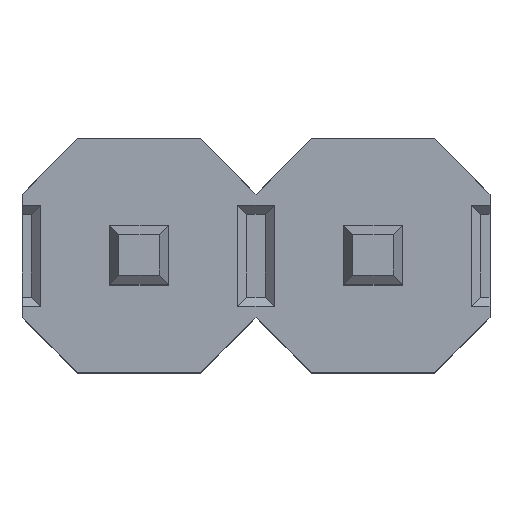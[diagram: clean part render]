
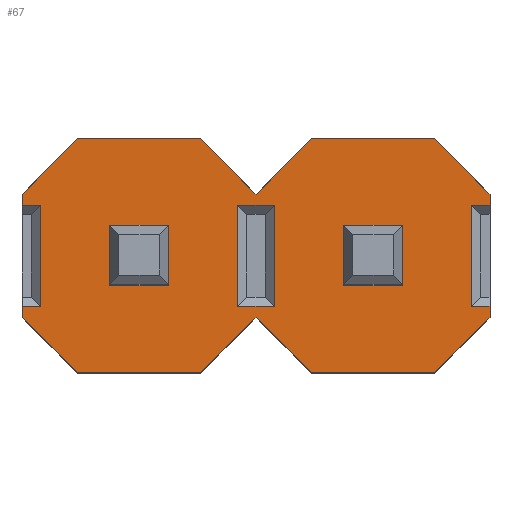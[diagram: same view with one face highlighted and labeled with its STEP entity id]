
A CAD part, top view. The second image highlights one B-rep face of the part: STEP entity #67.
In plain terms, the highlighted planar face has unit normal (0, 0, 1).
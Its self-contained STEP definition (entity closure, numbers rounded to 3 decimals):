
#67=ADVANCED_FACE('',(#726,#728,#730,#732),#734,.T.);
#726=FACE_BOUND('',#727,.T.);
#727=EDGE_LOOP('',(#1258,#1259,#1260,#1261,#1262,#1263,#1264,#1265,#1266,#1267,#1268,
#1269,#1270,#1271,#1272,#1273,#1274,#1275,#1276,#1277,#1278,#1279));
#728=FACE_BOUND('',#729,.T.);
#729=EDGE_LOOP('',(#1280,#1281,#1282,#1283));
#730=FACE_BOUND('',#731,.T.);
#731=EDGE_LOOP('',(#1284,#1285,#1286,#1287));
#732=FACE_BOUND('',#733,.T.);
#733=EDGE_LOOP('',(#1288,#1289,#1290,#1291));
#734=PLANE('',#735);
#735=AXIS2_PLACEMENT_3D('',#736,#737,#738);
#736=CARTESIAN_POINT('',(0.,0.,2.5));
#737=DIRECTION('',(0.,0.,1.));
#738=DIRECTION('',(1.,0.,0.));
#1258=ORIENTED_EDGE('',*,*,#1622,.T.);
#1259=ORIENTED_EDGE('',*,*,#1623,.T.);
#1260=ORIENTED_EDGE('',*,*,#1624,.T.);
#1261=ORIENTED_EDGE('',*,*,#1625,.T.);
#1262=ORIENTED_EDGE('',*,*,#1626,.T.);
#1263=ORIENTED_EDGE('',*,*,#1627,.T.);
#1264=ORIENTED_EDGE('',*,*,#1628,.T.);
#1265=ORIENTED_EDGE('',*,*,#1629,.T.);
#1266=ORIENTED_EDGE('',*,*,#1630,.T.);
#1267=ORIENTED_EDGE('',*,*,#1631,.T.);
#1268=ORIENTED_EDGE('',*,*,#1632,.T.);
#1269=ORIENTED_EDGE('',*,*,#1633,.T.);
#1270=ORIENTED_EDGE('',*,*,#1634,.T.);
#1271=ORIENTED_EDGE('',*,*,#1635,.T.);
#1272=ORIENTED_EDGE('',*,*,#1636,.T.);
#1273=ORIENTED_EDGE('',*,*,#1637,.T.);
#1274=ORIENTED_EDGE('',*,*,#1638,.T.);
#1275=ORIENTED_EDGE('',*,*,#1639,.T.);
#1276=ORIENTED_EDGE('',*,*,#1640,.T.);
#1277=ORIENTED_EDGE('',*,*,#1641,.T.);
#1278=ORIENTED_EDGE('',*,*,#1642,.T.);
#1279=ORIENTED_EDGE('',*,*,#1643,.T.);
#1280=ORIENTED_EDGE('',*,*,#1644,.F.);
#1281=ORIENTED_EDGE('',*,*,#1645,.F.);
#1282=ORIENTED_EDGE('',*,*,#1646,.F.);
#1283=ORIENTED_EDGE('',*,*,#1647,.F.);
#1284=ORIENTED_EDGE('',*,*,#1648,.F.);
#1285=ORIENTED_EDGE('',*,*,#1649,.F.);
#1286=ORIENTED_EDGE('',*,*,#1650,.F.);
#1287=ORIENTED_EDGE('',*,*,#1651,.F.);
#1288=ORIENTED_EDGE('',*,*,#1652,.T.);
#1289=ORIENTED_EDGE('',*,*,#1653,.T.);
#1290=ORIENTED_EDGE('',*,*,#1654,.T.);
#1291=ORIENTED_EDGE('',*,*,#1655,.T.);
#1622=EDGE_CURVE('',#1826,#1827,#1828,.F.);
#1623=EDGE_CURVE('',#1827,#1829,#1830,.T.);
#1624=EDGE_CURVE('',#1829,#1831,#1832,.T.);
#1625=EDGE_CURVE('',#1831,#1833,#1834,.T.);
#1626=EDGE_CURVE('',#1833,#1835,#1836,.T.);
#1627=EDGE_CURVE('',#1835,#1837,#1838,.T.);
#1628=EDGE_CURVE('',#1837,#1839,#1840,.T.);
#1629=EDGE_CURVE('',#1839,#1841,#1842,.T.);
#1630=EDGE_CURVE('',#1841,#1843,#1844,.T.);
#1631=EDGE_CURVE('',#1843,#1845,#1846,.F.);
#1632=EDGE_CURVE('',#1845,#1847,#1848,.F.);
#1633=EDGE_CURVE('',#1847,#1849,#1850,.F.);
#1634=EDGE_CURVE('',#1849,#1851,#1852,.T.);
#1635=EDGE_CURVE('',#1851,#1853,#1854,.T.);
#1636=EDGE_CURVE('',#1853,#1855,#1856,.T.);
#1637=EDGE_CURVE('',#1855,#1857,#1858,.T.);
#1638=EDGE_CURVE('',#1857,#1859,#1860,.T.);
#1639=EDGE_CURVE('',#1859,#1861,#1862,.T.);
#1640=EDGE_CURVE('',#1861,#1863,#1864,.T.);
#1641=EDGE_CURVE('',#1863,#1865,#1866,.T.);
#1642=EDGE_CURVE('',#1865,#1867,#1868,.F.);
#1643=EDGE_CURVE('',#1867,#1826,#1869,.F.);
#1644=EDGE_CURVE('',#1870,#1871,#1872,.T.);
#1645=EDGE_CURVE('',#1873,#1870,#1874,.T.);
#1646=EDGE_CURVE('',#1875,#1873,#1876,.T.);
#1647=EDGE_CURVE('',#1871,#1875,#1877,.T.);
#1648=EDGE_CURVE('',#1878,#1879,#1880,.T.);
#1649=EDGE_CURVE('',#1881,#1878,#1882,.T.);
#1650=EDGE_CURVE('',#1883,#1881,#1884,.T.);
#1651=EDGE_CURVE('',#1879,#1883,#1885,.T.);
#1652=EDGE_CURVE('',#1886,#1887,#1888,.F.);
#1653=EDGE_CURVE('',#1887,#1889,#1890,.F.);
#1654=EDGE_CURVE('',#1889,#1891,#1892,.F.);
#1655=EDGE_CURVE('',#1891,#1886,#1893,.F.);
#1826=VERTEX_POINT('',#2168);
#1827=VERTEX_POINT('',#2169);
#1828=LINE('',#2170,#2171);
#1829=VERTEX_POINT('',#2173);
#1830=LINE('',#2174,#2175);
#1831=VERTEX_POINT('',#2177);
#1832=LINE('',#2178,#2179);
#1833=VERTEX_POINT('',#2181);
#1834=LINE('',#2182,#2183);
#1835=VERTEX_POINT('',#2185);
#1836=LINE('',#2186,#2187);
#1837=VERTEX_POINT('',#2189);
#1838=LINE('',#2190,#2191);
#1839=VERTEX_POINT('',#2193);
#1840=LINE('',#2194,#2195);
#1841=VERTEX_POINT('',#2197);
#1842=LINE('',#2198,#2199);
#1843=VERTEX_POINT('',#2201);
#1844=LINE('',#2202,#2203);
#1845=VERTEX_POINT('',#2205);
#1846=LINE('',#2206,#2207);
#1847=VERTEX_POINT('',#2209);
#1848=LINE('',#2210,#2211);
#1849=VERTEX_POINT('',#2213);
#1850=LINE('',#2214,#2215);
#1851=VERTEX_POINT('',#2217);
#1852=LINE('',#2218,#2219);
#1853=VERTEX_POINT('',#2221);
#1854=LINE('',#2222,#2223);
#1855=VERTEX_POINT('',#2225);
#1856=LINE('',#2226,#2227);
#1857=VERTEX_POINT('',#2229);
#1858=LINE('',#2230,#2231);
#1859=VERTEX_POINT('',#2233);
#1860=LINE('',#2234,#2235);
#1861=VERTEX_POINT('',#2237);
#1862=LINE('',#2238,#2239);
#1863=VERTEX_POINT('',#2241);
#1864=LINE('',#2242,#2243);
#1865=VERTEX_POINT('',#2245);
#1866=LINE('',#2246,#2247);
#1867=VERTEX_POINT('',#2249);
#1868=LINE('',#2250,#2251);
#1869=LINE('',#2253,#2254);
#1870=VERTEX_POINT('',#2256);
#1871=VERTEX_POINT('',#2257);
#1872=LINE('',#2258,#2259);
#1873=VERTEX_POINT('',#2261);
#1874=LINE('',#2262,#2263);
#1875=VERTEX_POINT('',#2265);
#1876=LINE('',#2266,#2267);
#1877=LINE('',#2269,#2270);
#1878=VERTEX_POINT('',#2272);
#1879=VERTEX_POINT('',#2273);
#1880=LINE('',#2274,#2275);
#1881=VERTEX_POINT('',#2277);
#1882=LINE('',#2278,#2279);
#1883=VERTEX_POINT('',#2281);
#1884=LINE('',#2282,#2283);
#1885=LINE('',#2285,#2286);
#1886=VERTEX_POINT('',#2288);
#1887=VERTEX_POINT('',#2289);
#1888=LINE('',#2290,#2291);
#1889=VERTEX_POINT('',#2293);
#1890=LINE('',#2294,#2295);
#1891=VERTEX_POINT('',#2297);
#1892=LINE('',#2298,#2299);
#1893=LINE('',#2301,#2302);
#2168=CARTESIAN_POINT('',(3.61,0.55,2.5));
#2169=CARTESIAN_POINT('',(3.81,0.55,2.5));
#2170=CARTESIAN_POINT('',(3.81,0.55,2.5));
#2171=VECTOR('',#2172,1.);
#2172=DIRECTION('',(-1.,0.,0.));
#2173=CARTESIAN_POINT('',(3.81,0.67,2.5));
#2174=CARTESIAN_POINT('',(3.81,0.55,2.5));
#2175=VECTOR('',#2176,1.);
#2176=DIRECTION('',(0.,1.,0.));
#2177=CARTESIAN_POINT('',(3.21,1.27,2.5));
#2178=CARTESIAN_POINT('',(3.81,0.67,2.5));
#2179=VECTOR('',#2180,1.);
#2180=DIRECTION('',(-0.707,0.707,0.));
#2181=CARTESIAN_POINT('',(1.87,1.27,2.5));
#2182=CARTESIAN_POINT('',(3.21,1.27,2.5));
#2183=VECTOR('',#2184,1.);
#2184=DIRECTION('',(-1.,0.,0.));
#2185=CARTESIAN_POINT('',(1.27,0.67,2.5));
#2186=CARTESIAN_POINT('',(1.87,1.27,2.5));
#2187=VECTOR('',#2188,1.);
#2188=DIRECTION('',(-0.707,-0.707,0.));
#2189=CARTESIAN_POINT('',(0.67,1.27,2.5));
#2190=CARTESIAN_POINT('',(1.27,0.67,2.5));
#2191=VECTOR('',#2192,1.);
#2192=DIRECTION('',(-0.707,0.707,0.));
#2193=CARTESIAN_POINT('',(-0.67,1.27,2.5));
#2194=CARTESIAN_POINT('',(0.67,1.27,2.5));
#2195=VECTOR('',#2196,1.);
#2196=DIRECTION('',(-1.,0.,0.));
#2197=CARTESIAN_POINT('',(-1.27,0.67,2.5));
#2198=CARTESIAN_POINT('',(-0.67,1.27,2.5));
#2199=VECTOR('',#2200,1.);
#2200=DIRECTION('',(-0.707,-0.707,0.));
#2201=CARTESIAN_POINT('',(-1.27,0.55,2.5));
#2202=CARTESIAN_POINT('',(-1.27,0.67,2.5));
#2203=VECTOR('',#2204,1.);
#2204=DIRECTION('',(0.,-1.,0.));
#2205=CARTESIAN_POINT('',(-1.07,0.55,2.5));
#2206=CARTESIAN_POINT('',(-1.07,0.55,2.5));
#2207=VECTOR('',#2208,1.);
#2208=DIRECTION('',(-1.,0.,0.));
#2209=CARTESIAN_POINT('',(-1.07,-0.55,2.5));
#2210=CARTESIAN_POINT('',(-1.07,-0.55,2.5));
#2211=VECTOR('',#2212,1.);
#2212=DIRECTION('',(0.,1.,0.));
#2213=CARTESIAN_POINT('',(-1.27,-0.55,2.5));
#2214=CARTESIAN_POINT('',(-1.27,-0.55,2.5));
#2215=VECTOR('',#2216,1.);
#2216=DIRECTION('',(1.,0.,0.));
#2217=CARTESIAN_POINT('',(-1.27,-0.67,2.5));
#2218=CARTESIAN_POINT('',(-1.27,-0.55,2.5));
#2219=VECTOR('',#2220,1.);
#2220=DIRECTION('',(0.,-1.,0.));
#2221=CARTESIAN_POINT('',(-0.67,-1.27,2.5));
#2222=CARTESIAN_POINT('',(-1.27,-0.67,2.5));
#2223=VECTOR('',#2224,1.);
#2224=DIRECTION('',(0.707,-0.707,0.));
#2225=CARTESIAN_POINT('',(0.67,-1.27,2.5));
#2226=CARTESIAN_POINT('',(-0.67,-1.27,2.5));
#2227=VECTOR('',#2228,1.);
#2228=DIRECTION('',(1.,0.,0.));
#2229=CARTESIAN_POINT('',(1.27,-0.67,2.5));
#2230=CARTESIAN_POINT('',(0.67,-1.27,2.5));
#2231=VECTOR('',#2232,1.);
#2232=DIRECTION('',(0.707,0.707,0.));
#2233=CARTESIAN_POINT('',(1.87,-1.27,2.5));
#2234=CARTESIAN_POINT('',(1.27,-0.67,2.5));
#2235=VECTOR('',#2236,1.);
#2236=DIRECTION('',(0.707,-0.707,0.));
#2237=CARTESIAN_POINT('',(3.21,-1.27,2.5));
#2238=CARTESIAN_POINT('',(1.87,-1.27,2.5));
#2239=VECTOR('',#2240,1.);
#2240=DIRECTION('',(1.,0.,0.));
#2241=CARTESIAN_POINT('',(3.81,-0.67,2.5));
#2242=CARTESIAN_POINT('',(3.21,-1.27,2.5));
#2243=VECTOR('',#2244,1.);
#2244=DIRECTION('',(0.707,0.707,0.));
#2245=CARTESIAN_POINT('',(3.81,-0.55,2.5));
#2246=CARTESIAN_POINT('',(3.81,-0.67,2.5));
#2247=VECTOR('',#2248,1.);
#2248=DIRECTION('',(0.,1.,0.));
#2249=CARTESIAN_POINT('',(3.61,-0.55,2.5));
#2250=CARTESIAN_POINT('',(3.61,-0.55,2.5));
#2251=VECTOR('',#2252,1.);
#2252=DIRECTION('',(1.,0.,0.));
#2253=CARTESIAN_POINT('',(3.61,0.55,2.5));
#2254=VECTOR('',#2255,1.);
#2255=DIRECTION('',(0.,-1.,0.));
#2256=CARTESIAN_POINT('',(2.86,0.32,2.5));
#2257=CARTESIAN_POINT('',(2.22,0.32,2.5));
#2258=CARTESIAN_POINT('',(2.86,0.32,2.5));
#2259=VECTOR('',#2260,1.);
#2260=DIRECTION('',(-1.,0.,0.));
#2261=CARTESIAN_POINT('',(2.86,-0.32,2.5));
#2262=CARTESIAN_POINT('',(2.86,-0.32,2.5));
#2263=VECTOR('',#2264,1.);
#2264=DIRECTION('',(0.,1.,0.));
#2265=CARTESIAN_POINT('',(2.22,-0.32,2.5));
#2266=CARTESIAN_POINT('',(2.22,-0.32,2.5));
#2267=VECTOR('',#2268,1.);
#2268=DIRECTION('',(1.,0.,0.));
#2269=CARTESIAN_POINT('',(2.22,0.32,2.5));
#2270=VECTOR('',#2271,1.);
#2271=DIRECTION('',(0.,-1.,0.));
#2272=CARTESIAN_POINT('',(0.32,0.32,2.5));
#2273=CARTESIAN_POINT('',(-0.32,0.32,2.5));
#2274=CARTESIAN_POINT('',(0.32,0.32,2.5));
#2275=VECTOR('',#2276,1.);
#2276=DIRECTION('',(-1.,0.,0.));
#2277=CARTESIAN_POINT('',(0.32,-0.32,2.5));
#2278=CARTESIAN_POINT('',(0.32,-0.32,2.5));
#2279=VECTOR('',#2280,1.);
#2280=DIRECTION('',(0.,1.,0.));
#2281=CARTESIAN_POINT('',(-0.32,-0.32,2.5));
#2282=CARTESIAN_POINT('',(-0.32,-0.32,2.5));
#2283=VECTOR('',#2284,1.);
#2284=DIRECTION('',(1.,0.,0.));
#2285=CARTESIAN_POINT('',(-0.32,0.32,2.5));
#2286=VECTOR('',#2287,1.);
#2287=DIRECTION('',(0.,-1.,0.));
#2288=CARTESIAN_POINT('',(1.47,-0.55,2.5));
#2289=CARTESIAN_POINT('',(1.07,-0.55,2.5));
#2290=CARTESIAN_POINT('',(1.07,-0.55,2.5));
#2291=VECTOR('',#2292,1.);
#2292=DIRECTION('',(1.,0.,0.));
#2293=CARTESIAN_POINT('',(1.07,0.55,2.5));
#2294=CARTESIAN_POINT('',(1.07,0.55,2.5));
#2295=VECTOR('',#2296,1.);
#2296=DIRECTION('',(0.,-1.,0.));
#2297=CARTESIAN_POINT('',(1.47,0.55,2.5));
#2298=CARTESIAN_POINT('',(1.47,0.55,2.5));
#2299=VECTOR('',#2300,1.);
#2300=DIRECTION('',(-1.,0.,0.));
#2301=CARTESIAN_POINT('',(1.47,-0.55,2.5));
#2302=VECTOR('',#2303,1.);
#2303=DIRECTION('',(0.,1.,0.));
